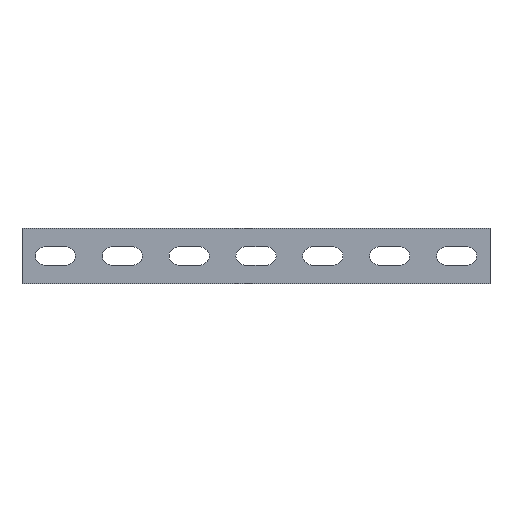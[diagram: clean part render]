
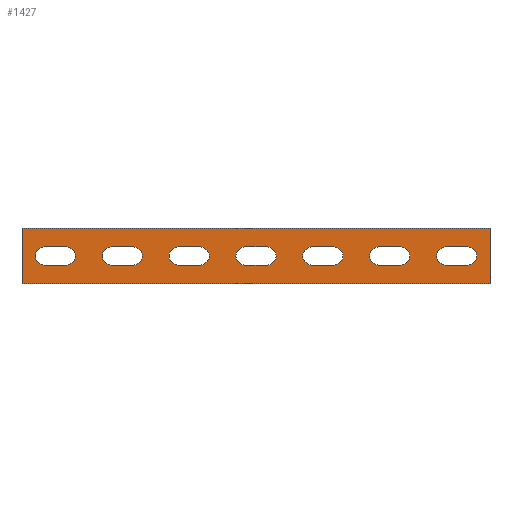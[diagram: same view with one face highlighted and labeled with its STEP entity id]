
A CAD part, front view. The second image highlights one B-rep face of the part: STEP entity #1427.
In plain terms, the highlighted planar face has unit normal (0, -1, 0).
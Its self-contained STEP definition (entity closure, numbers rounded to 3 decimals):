
#51=FACE_BOUND('',#204,.T.);
#52=FACE_BOUND('',#205,.T.);
#53=FACE_BOUND('',#206,.T.);
#54=FACE_BOUND('',#207,.T.);
#55=FACE_BOUND('',#208,.T.);
#56=FACE_BOUND('',#209,.T.);
#57=FACE_BOUND('',#210,.T.);
#72=CIRCLE('',#1535,6.75);
#73=CIRCLE('',#1536,6.75);
#74=CIRCLE('',#1537,6.75);
#75=CIRCLE('',#1538,6.75);
#76=CIRCLE('',#1539,6.75);
#77=CIRCLE('',#1540,6.75);
#78=CIRCLE('',#1541,6.75);
#79=CIRCLE('',#1542,6.75);
#80=CIRCLE('',#1543,6.75);
#81=CIRCLE('',#1544,6.75);
#82=CIRCLE('',#1545,6.75);
#83=CIRCLE('',#1546,6.75);
#84=CIRCLE('',#1547,6.75);
#85=CIRCLE('',#1548,6.75);
#126=FACE_OUTER_BOUND('',#203,.T.);
#203=EDGE_LOOP('',(#960,#961,#962,#963));
#204=EDGE_LOOP('',(#964,#965,#966,#967));
#205=EDGE_LOOP('',(#968,#969,#970,#971));
#206=EDGE_LOOP('',(#972,#973,#974,#975));
#207=EDGE_LOOP('',(#976,#977,#978,#979));
#208=EDGE_LOOP('',(#980,#981,#982,#983));
#209=EDGE_LOOP('',(#984,#985,#986,#987));
#210=EDGE_LOOP('',(#988,#989,#990,#991));
#314=LINE('',#2168,#458);
#315=LINE('',#2170,#459);
#316=LINE('',#2172,#460);
#317=LINE('',#2173,#461);
#318=LINE('',#2178,#462);
#319=LINE('',#2181,#463);
#320=LINE('',#2186,#464);
#321=LINE('',#2189,#465);
#322=LINE('',#2194,#466);
#323=LINE('',#2197,#467);
#324=LINE('',#2202,#468);
#325=LINE('',#2205,#469);
#326=LINE('',#2210,#470);
#327=LINE('',#2213,#471);
#328=LINE('',#2218,#472);
#329=LINE('',#2221,#473);
#330=LINE('',#2226,#474);
#331=LINE('',#2229,#475);
#458=VECTOR('',#1732,10.);
#459=VECTOR('',#1733,10.);
#460=VECTOR('',#1734,10.);
#461=VECTOR('',#1735,10.);
#462=VECTOR('',#1738,10.);
#463=VECTOR('',#1741,10.);
#464=VECTOR('',#1744,10.);
#465=VECTOR('',#1747,10.);
#466=VECTOR('',#1750,10.);
#467=VECTOR('',#1753,10.);
#468=VECTOR('',#1756,10.);
#469=VECTOR('',#1759,10.);
#470=VECTOR('',#1762,10.);
#471=VECTOR('',#1765,10.);
#472=VECTOR('',#1768,10.);
#473=VECTOR('',#1771,10.);
#474=VECTOR('',#1774,10.);
#475=VECTOR('',#1777,10.);
#612=VERTEX_POINT('',#2166);
#613=VERTEX_POINT('',#2167);
#614=VERTEX_POINT('',#2169);
#615=VERTEX_POINT('',#2171);
#616=VERTEX_POINT('',#2174);
#617=VERTEX_POINT('',#2175);
#618=VERTEX_POINT('',#2177);
#619=VERTEX_POINT('',#2179);
#620=VERTEX_POINT('',#2182);
#621=VERTEX_POINT('',#2183);
#622=VERTEX_POINT('',#2185);
#623=VERTEX_POINT('',#2187);
#624=VERTEX_POINT('',#2190);
#625=VERTEX_POINT('',#2191);
#626=VERTEX_POINT('',#2193);
#627=VERTEX_POINT('',#2195);
#628=VERTEX_POINT('',#2198);
#629=VERTEX_POINT('',#2199);
#630=VERTEX_POINT('',#2201);
#631=VERTEX_POINT('',#2203);
#632=VERTEX_POINT('',#2206);
#633=VERTEX_POINT('',#2207);
#634=VERTEX_POINT('',#2209);
#635=VERTEX_POINT('',#2211);
#636=VERTEX_POINT('',#2214);
#637=VERTEX_POINT('',#2215);
#638=VERTEX_POINT('',#2217);
#639=VERTEX_POINT('',#2219);
#640=VERTEX_POINT('',#2222);
#641=VERTEX_POINT('',#2223);
#642=VERTEX_POINT('',#2225);
#643=VERTEX_POINT('',#2227);
#752=EDGE_CURVE('',#612,#613,#314,.T.);
#753=EDGE_CURVE('',#612,#614,#315,.T.);
#754=EDGE_CURVE('',#614,#615,#316,.T.);
#755=EDGE_CURVE('',#613,#615,#317,.T.);
#756=EDGE_CURVE('',#616,#617,#72,.T.);
#757=EDGE_CURVE('',#617,#618,#318,.T.);
#758=EDGE_CURVE('',#618,#619,#73,.T.);
#759=EDGE_CURVE('',#619,#616,#319,.T.);
#760=EDGE_CURVE('',#620,#621,#74,.T.);
#761=EDGE_CURVE('',#621,#622,#320,.T.);
#762=EDGE_CURVE('',#622,#623,#75,.T.);
#763=EDGE_CURVE('',#623,#620,#321,.T.);
#764=EDGE_CURVE('',#624,#625,#76,.T.);
#765=EDGE_CURVE('',#625,#626,#322,.T.);
#766=EDGE_CURVE('',#626,#627,#77,.T.);
#767=EDGE_CURVE('',#627,#624,#323,.T.);
#768=EDGE_CURVE('',#628,#629,#78,.T.);
#769=EDGE_CURVE('',#629,#630,#324,.T.);
#770=EDGE_CURVE('',#630,#631,#79,.T.);
#771=EDGE_CURVE('',#631,#628,#325,.T.);
#772=EDGE_CURVE('',#632,#633,#80,.T.);
#773=EDGE_CURVE('',#633,#634,#326,.T.);
#774=EDGE_CURVE('',#634,#635,#81,.T.);
#775=EDGE_CURVE('',#635,#632,#327,.T.);
#776=EDGE_CURVE('',#636,#637,#82,.T.);
#777=EDGE_CURVE('',#637,#638,#328,.T.);
#778=EDGE_CURVE('',#638,#639,#83,.T.);
#779=EDGE_CURVE('',#639,#636,#329,.T.);
#780=EDGE_CURVE('',#640,#641,#84,.T.);
#781=EDGE_CURVE('',#641,#642,#330,.T.);
#782=EDGE_CURVE('',#642,#643,#85,.T.);
#783=EDGE_CURVE('',#643,#640,#331,.T.);
#960=ORIENTED_EDGE('',*,*,#752,.F.);
#961=ORIENTED_EDGE('',*,*,#753,.T.);
#962=ORIENTED_EDGE('',*,*,#754,.T.);
#963=ORIENTED_EDGE('',*,*,#755,.F.);
#964=ORIENTED_EDGE('',*,*,#756,.T.);
#965=ORIENTED_EDGE('',*,*,#757,.T.);
#966=ORIENTED_EDGE('',*,*,#758,.T.);
#967=ORIENTED_EDGE('',*,*,#759,.T.);
#968=ORIENTED_EDGE('',*,*,#760,.T.);
#969=ORIENTED_EDGE('',*,*,#761,.T.);
#970=ORIENTED_EDGE('',*,*,#762,.T.);
#971=ORIENTED_EDGE('',*,*,#763,.T.);
#972=ORIENTED_EDGE('',*,*,#764,.T.);
#973=ORIENTED_EDGE('',*,*,#765,.T.);
#974=ORIENTED_EDGE('',*,*,#766,.T.);
#975=ORIENTED_EDGE('',*,*,#767,.T.);
#976=ORIENTED_EDGE('',*,*,#768,.T.);
#977=ORIENTED_EDGE('',*,*,#769,.T.);
#978=ORIENTED_EDGE('',*,*,#770,.T.);
#979=ORIENTED_EDGE('',*,*,#771,.T.);
#980=ORIENTED_EDGE('',*,*,#772,.T.);
#981=ORIENTED_EDGE('',*,*,#773,.T.);
#982=ORIENTED_EDGE('',*,*,#774,.T.);
#983=ORIENTED_EDGE('',*,*,#775,.T.);
#984=ORIENTED_EDGE('',*,*,#776,.T.);
#985=ORIENTED_EDGE('',*,*,#777,.T.);
#986=ORIENTED_EDGE('',*,*,#778,.T.);
#987=ORIENTED_EDGE('',*,*,#779,.T.);
#988=ORIENTED_EDGE('',*,*,#780,.T.);
#989=ORIENTED_EDGE('',*,*,#781,.T.);
#990=ORIENTED_EDGE('',*,*,#782,.T.);
#991=ORIENTED_EDGE('',*,*,#783,.T.);
#1316=PLANE('',#1534);
#1427=ADVANCED_FACE('',(#126,#51,#52,#53,#54,#55,#56,#57),#1316,.T.);
#1534=AXIS2_PLACEMENT_3D('',#2165,#1730,#1731);
#1535=AXIS2_PLACEMENT_3D('',#2176,#1736,#1737);
#1536=AXIS2_PLACEMENT_3D('',#2180,#1739,#1740);
#1537=AXIS2_PLACEMENT_3D('',#2184,#1742,#1743);
#1538=AXIS2_PLACEMENT_3D('',#2188,#1745,#1746);
#1539=AXIS2_PLACEMENT_3D('',#2192,#1748,#1749);
#1540=AXIS2_PLACEMENT_3D('',#2196,#1751,#1752);
#1541=AXIS2_PLACEMENT_3D('',#2200,#1754,#1755);
#1542=AXIS2_PLACEMENT_3D('',#2204,#1757,#1758);
#1543=AXIS2_PLACEMENT_3D('',#2208,#1760,#1761);
#1544=AXIS2_PLACEMENT_3D('',#2212,#1763,#1764);
#1545=AXIS2_PLACEMENT_3D('',#2216,#1766,#1767);
#1546=AXIS2_PLACEMENT_3D('',#2220,#1769,#1770);
#1547=AXIS2_PLACEMENT_3D('',#2224,#1772,#1773);
#1548=AXIS2_PLACEMENT_3D('',#2228,#1775,#1776);
#1730=DIRECTION('center_axis',(0.,-1.,0.));
#1731=DIRECTION('ref_axis',(0.,0.,-1.));
#1732=DIRECTION('',(0.,0.,-1.));
#1733=DIRECTION('',(-1.,0.,0.));
#1734=DIRECTION('',(0.,0.,-1.));
#1735=DIRECTION('',(-1.,0.,0.));
#1736=DIRECTION('center_axis',(0.,1.,0.));
#1737=DIRECTION('ref_axis',(0.,0.,-1.));
#1738=DIRECTION('',(1.,0.,0.));
#1739=DIRECTION('center_axis',(0.,1.,0.));
#1740=DIRECTION('ref_axis',(0.,0.,1.));
#1741=DIRECTION('',(-1.,0.,0.));
#1742=DIRECTION('center_axis',(0.,1.,0.));
#1743=DIRECTION('ref_axis',(0.,0.,-1.));
#1744=DIRECTION('',(1.,0.,0.));
#1745=DIRECTION('center_axis',(0.,1.,0.));
#1746=DIRECTION('ref_axis',(0.,0.,1.));
#1747=DIRECTION('',(-1.,0.,0.));
#1748=DIRECTION('center_axis',(0.,1.,0.));
#1749=DIRECTION('ref_axis',(0.,0.,-1.));
#1750=DIRECTION('',(1.,0.,0.));
#1751=DIRECTION('center_axis',(0.,1.,0.));
#1752=DIRECTION('ref_axis',(0.,0.,1.));
#1753=DIRECTION('',(-1.,0.,0.));
#1754=DIRECTION('center_axis',(0.,1.,0.));
#1755=DIRECTION('ref_axis',(0.,0.,-1.));
#1756=DIRECTION('',(1.,0.,0.));
#1757=DIRECTION('center_axis',(0.,1.,0.));
#1758=DIRECTION('ref_axis',(0.,0.,1.));
#1759=DIRECTION('',(-1.,0.,0.));
#1760=DIRECTION('center_axis',(0.,1.,0.));
#1761=DIRECTION('ref_axis',(0.,0.,-1.));
#1762=DIRECTION('',(1.,0.,0.));
#1763=DIRECTION('center_axis',(0.,1.,0.));
#1764=DIRECTION('ref_axis',(0.,0.,1.));
#1765=DIRECTION('',(-1.,0.,0.));
#1766=DIRECTION('center_axis',(0.,1.,0.));
#1767=DIRECTION('ref_axis',(0.,0.,-1.));
#1768=DIRECTION('',(1.,0.,0.));
#1769=DIRECTION('center_axis',(0.,1.,0.));
#1770=DIRECTION('ref_axis',(0.,0.,1.));
#1771=DIRECTION('',(-1.,0.,0.));
#1772=DIRECTION('center_axis',(0.,1.,0.));
#1773=DIRECTION('ref_axis',(0.,0.,-1.));
#1774=DIRECTION('',(1.,0.,0.));
#1775=DIRECTION('center_axis',(0.,1.,0.));
#1776=DIRECTION('ref_axis',(0.,0.,1.));
#1777=DIRECTION('',(-1.,0.,0.));
#2165=CARTESIAN_POINT('Origin',(0.,-36.005,18.65));
#2166=CARTESIAN_POINT('',(350.,-36.005,20.65));
#2167=CARTESIAN_POINT('',(350.,-36.005,-20.65));
#2168=CARTESIAN_POINT('',(350.,-36.005,18.65));
#2169=CARTESIAN_POINT('',(0.,-36.005,20.65));
#2170=CARTESIAN_POINT('',(0.,-36.005,20.65));
#2171=CARTESIAN_POINT('',(0.,-36.005,-20.65));
#2172=CARTESIAN_POINT('',(0.,-36.005,18.65));
#2173=CARTESIAN_POINT('',(0.,-36.005,-20.65));
#2174=CARTESIAN_POINT('',(316.75,-36.005,-6.75));
#2175=CARTESIAN_POINT('',(316.75,-36.005,6.75));
#2176=CARTESIAN_POINT('Origin',(316.75,-36.005,0.));
#2177=CARTESIAN_POINT('',(333.25,-36.005,6.75));
#2178=CARTESIAN_POINT('',(158.375,-36.005,6.75));
#2179=CARTESIAN_POINT('',(333.25,-36.005,-6.75));
#2180=CARTESIAN_POINT('Origin',(333.25,-36.005,0.));
#2181=CARTESIAN_POINT('',(166.625,-36.005,-6.75));
#2182=CARTESIAN_POINT('',(216.75,-36.005,-6.75));
#2183=CARTESIAN_POINT('',(216.75,-36.005,6.75));
#2184=CARTESIAN_POINT('Origin',(216.75,-36.005,0.));
#2185=CARTESIAN_POINT('',(233.25,-36.005,6.75));
#2186=CARTESIAN_POINT('',(108.375,-36.005,6.75));
#2187=CARTESIAN_POINT('',(233.25,-36.005,-6.75));
#2188=CARTESIAN_POINT('Origin',(233.25,-36.005,0.));
#2189=CARTESIAN_POINT('',(116.625,-36.005,-6.75));
#2190=CARTESIAN_POINT('',(116.75,-36.005,-6.75));
#2191=CARTESIAN_POINT('',(116.75,-36.005,6.75));
#2192=CARTESIAN_POINT('Origin',(116.75,-36.005,0.));
#2193=CARTESIAN_POINT('',(133.25,-36.005,6.75));
#2194=CARTESIAN_POINT('',(58.375,-36.005,6.75));
#2195=CARTESIAN_POINT('',(133.25,-36.005,-6.75));
#2196=CARTESIAN_POINT('Origin',(133.25,-36.005,0.));
#2197=CARTESIAN_POINT('',(66.625,-36.005,-6.75));
#2198=CARTESIAN_POINT('',(16.75,-36.005,-6.75));
#2199=CARTESIAN_POINT('',(16.75,-36.005,6.75));
#2200=CARTESIAN_POINT('Origin',(16.75,-36.005,0.));
#2201=CARTESIAN_POINT('',(33.25,-36.005,6.75));
#2202=CARTESIAN_POINT('',(8.375,-36.005,6.75));
#2203=CARTESIAN_POINT('',(33.25,-36.005,-6.75));
#2204=CARTESIAN_POINT('Origin',(33.25,-36.005,0.));
#2205=CARTESIAN_POINT('',(16.625,-36.005,-6.75));
#2206=CARTESIAN_POINT('',(66.75,-36.005,-6.75));
#2207=CARTESIAN_POINT('',(66.75,-36.005,6.75));
#2208=CARTESIAN_POINT('Origin',(66.75,-36.005,0.));
#2209=CARTESIAN_POINT('',(83.25,-36.005,6.75));
#2210=CARTESIAN_POINT('',(33.375,-36.005,6.75));
#2211=CARTESIAN_POINT('',(83.25,-36.005,-6.75));
#2212=CARTESIAN_POINT('Origin',(83.25,-36.005,0.));
#2213=CARTESIAN_POINT('',(41.625,-36.005,-6.75));
#2214=CARTESIAN_POINT('',(166.75,-36.005,-6.75));
#2215=CARTESIAN_POINT('',(166.75,-36.005,6.75));
#2216=CARTESIAN_POINT('Origin',(166.75,-36.005,0.));
#2217=CARTESIAN_POINT('',(183.25,-36.005,6.75));
#2218=CARTESIAN_POINT('',(83.375,-36.005,6.75));
#2219=CARTESIAN_POINT('',(183.25,-36.005,-6.75));
#2220=CARTESIAN_POINT('Origin',(183.25,-36.005,0.));
#2221=CARTESIAN_POINT('',(91.625,-36.005,-6.75));
#2222=CARTESIAN_POINT('',(266.75,-36.005,-6.75));
#2223=CARTESIAN_POINT('',(266.75,-36.005,6.75));
#2224=CARTESIAN_POINT('Origin',(266.75,-36.005,0.));
#2225=CARTESIAN_POINT('',(283.25,-36.005,6.75));
#2226=CARTESIAN_POINT('',(133.375,-36.005,6.75));
#2227=CARTESIAN_POINT('',(283.25,-36.005,-6.75));
#2228=CARTESIAN_POINT('Origin',(283.25,-36.005,0.));
#2229=CARTESIAN_POINT('',(141.625,-36.005,-6.75));
